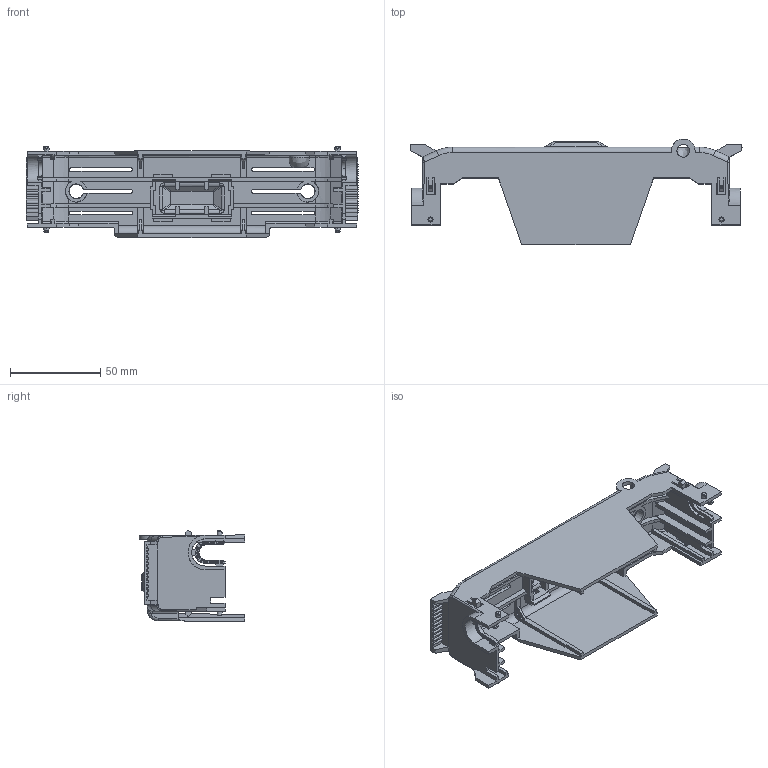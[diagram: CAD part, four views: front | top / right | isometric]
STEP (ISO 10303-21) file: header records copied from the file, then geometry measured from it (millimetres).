
FILE_DESCRIPTION (( 'STEP AP214' ), '1' );
FILE_NAME ('CVRI-RH-25100-1.step', '2018-05-09T19:19:24', ( '' ), ( '' ), 'SwSTEP 2.0', 'SolidWorks 2017', '' );
FILE_SCHEMA (( 'AUTOMOTIVE_DESIGN' ));
Length unit declared in the file: inch
Products named in the file (1): CVRI-RH-25100-1
Bounding box: 183.61 x 58.52 x 50.36 mm (x, y, z)
Volume: 51657.7 mm3; surface area: 55221.3 mm2
Topology: 1 solids, 1 shells, 1324 faces, 3666 edges, 2398 vertices
Faces by surface type: plane 879, bspline 259, cylinder 102, cone 84
Entity records: 58506 total; most frequent: CARTESIAN_POINT 27890, ORIENTED_EDGE 7328, DIRECTION 4637, EDGE_CURVE 3664, VERTEX_POINT 2398, VECTOR 2331, LINE 2331, EDGE_LOOP 1418
